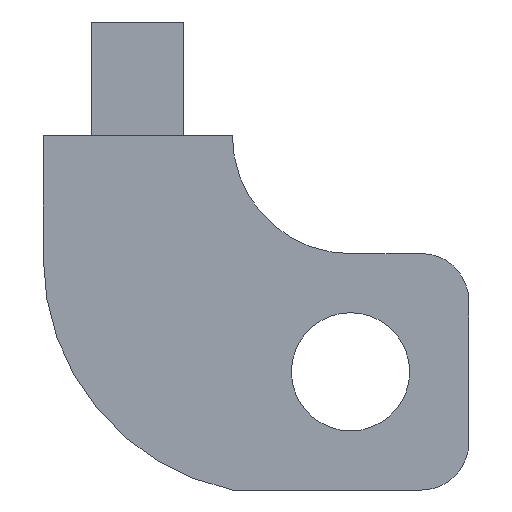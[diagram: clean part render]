
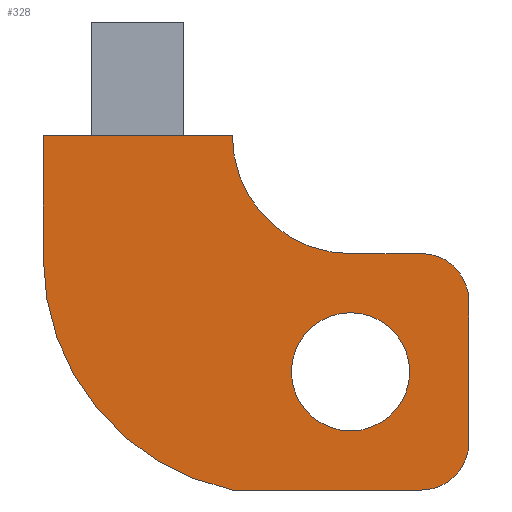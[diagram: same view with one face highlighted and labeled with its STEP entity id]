
A CAD part, left-side view. The second image highlights one B-rep face of the part: STEP entity #328.
In plain terms, the highlighted planar face has unit normal (-1, 0, 0).
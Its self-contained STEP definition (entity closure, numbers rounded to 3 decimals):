
#24=CIRCLE('',#371,10.);
#25=CIRCLE('',#374,2.);
#26=CIRCLE('',#376,2.);
#27=CIRCLE('',#377,5.);
#28=CIRCLE('',#378,2.5);
#31=FACE_BOUND('',#63,.T.);
#43=FACE_OUTER_BOUND('',#62,.T.);
#62=EDGE_LOOP('',(#257,#258,#259,#260,#261,#262,#263,#264,#265));
#63=EDGE_LOOP('',(#266));
#83=LINE('',#505,#115);
#86=LINE('',#511,#118);
#93=LINE('',#536,#125);
#95=LINE('',#546,#127);
#96=LINE('',#548,#128);
#115=VECTOR('',#412,10.);
#118=VECTOR('',#417,10.);
#125=VECTOR('',#442,10.);
#127=VECTOR('',#452,10.);
#128=VECTOR('',#455,10.);
#143=VERTEX_POINT('',#502);
#144=VERTEX_POINT('',#504);
#145=VERTEX_POINT('',#508);
#154=VERTEX_POINT('',#530);
#155=VERTEX_POINT('',#534);
#156=VERTEX_POINT('',#538);
#157=VERTEX_POINT('',#542);
#158=VERTEX_POINT('',#543);
#159=VERTEX_POINT('',#545);
#160=VERTEX_POINT('',#549);
#175=EDGE_CURVE('',#144,#143,#83,.T.);
#178=EDGE_CURVE('',#143,#145,#86,.T.);
#188=EDGE_CURVE('',#154,#145,#24,.T.);
#191=EDGE_CURVE('',#154,#155,#93,.T.);
#193=EDGE_CURVE('',#156,#155,#25,.T.);
#194=EDGE_CURVE('',#157,#158,#26,.T.);
#195=EDGE_CURVE('',#159,#157,#95,.T.);
#196=EDGE_CURVE('',#144,#159,#27,.T.);
#197=EDGE_CURVE('',#158,#156,#96,.T.);
#198=EDGE_CURVE('',#160,#160,#28,.T.);
#257=ORIENTED_EDGE('',*,*,#194,.F.);
#258=ORIENTED_EDGE('',*,*,#195,.F.);
#259=ORIENTED_EDGE('',*,*,#196,.F.);
#260=ORIENTED_EDGE('',*,*,#175,.T.);
#261=ORIENTED_EDGE('',*,*,#178,.T.);
#262=ORIENTED_EDGE('',*,*,#188,.F.);
#263=ORIENTED_EDGE('',*,*,#191,.T.);
#264=ORIENTED_EDGE('',*,*,#193,.F.);
#265=ORIENTED_EDGE('',*,*,#197,.F.);
#266=ORIENTED_EDGE('',*,*,#198,.T.);
#296=PLANE('',#375);
#328=ADVANCED_FACE('',(#43,#31),#296,.T.);
#371=AXIS2_PLACEMENT_3D('',#531,#436,#437);
#374=AXIS2_PLACEMENT_3D('',#540,#446,#447);
#375=AXIS2_PLACEMENT_3D('',#541,#448,#449);
#376=AXIS2_PLACEMENT_3D('',#544,#450,#451);
#377=AXIS2_PLACEMENT_3D('',#547,#453,#454);
#378=AXIS2_PLACEMENT_3D('',#550,#456,#457);
#412=DIRECTION('',(0.,1.,0.));
#417=DIRECTION('',(0.,0.,-1.));
#436=DIRECTION('center_axis',(1.,0.,0.));
#437=DIRECTION('ref_axis',(0.,0.2,-0.98));
#442=DIRECTION('',(0.,-1.,0.));
#446=DIRECTION('center_axis',(1.,0.,0.));
#447=DIRECTION('ref_axis',(0.,-0.707,-0.707));
#448=DIRECTION('center_axis',(-1.,0.,0.));
#449=DIRECTION('ref_axis',(0.,1.,0.));
#450=DIRECTION('center_axis',(1.,0.,0.));
#451=DIRECTION('ref_axis',(0.,-0.707,0.707));
#452=DIRECTION('',(0.,-1.,0.));
#453=DIRECTION('center_axis',(-1.,0.,0.));
#454=DIRECTION('ref_axis',(0.,0.707,-0.707));
#455=DIRECTION('',(0.,0.,-1.));
#456=DIRECTION('center_axis',(1.,0.,0.));
#457=DIRECTION('ref_axis',(0.,0.,-1.));
#502=CARTESIAN_POINT('',(-44.,153.,-58.));
#504=CARTESIAN_POINT('',(-44.,145.,-58.));
#505=CARTESIAN_POINT('',(-44.,145.,-58.));
#508=CARTESIAN_POINT('',(-44.,153.,-63.202));
#511=CARTESIAN_POINT('',(-44.,153.,-58.));
#530=CARTESIAN_POINT('',(-44.,145.,-73.));
#531=CARTESIAN_POINT('Origin',(-44.,143.,-63.202));
#534=CARTESIAN_POINT('',(-44.,137.,-73.));
#536=CARTESIAN_POINT('',(-44.,145.,-73.));
#538=CARTESIAN_POINT('',(-44.,135.,-71.));
#540=CARTESIAN_POINT('Origin',(-44.,137.,-71.));
#541=CARTESIAN_POINT('Origin',(-44.,145.,-58.));
#542=CARTESIAN_POINT('',(-44.,137.,-63.));
#543=CARTESIAN_POINT('',(-44.,135.,-65.));
#544=CARTESIAN_POINT('Origin',(-44.,137.,-65.));
#545=CARTESIAN_POINT('',(-44.,140.,-63.));
#546=CARTESIAN_POINT('',(-44.,145.,-63.));
#547=CARTESIAN_POINT('Origin',(-44.,140.,-58.));
#548=CARTESIAN_POINT('',(-44.,135.,-63.));
#549=CARTESIAN_POINT('',(-44.,140.,-65.5));
#550=CARTESIAN_POINT('Origin',(-44.,140.,-68.));
